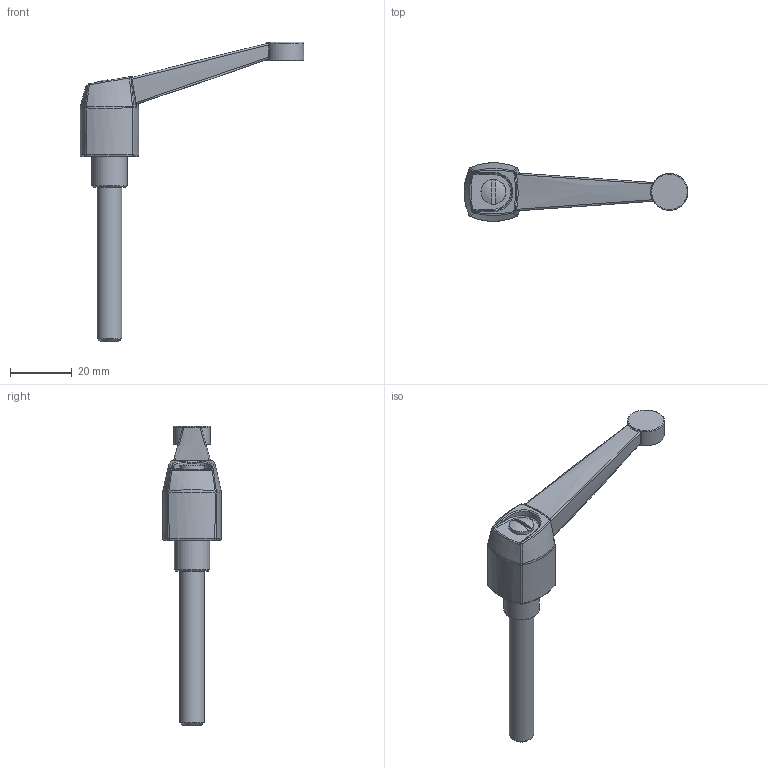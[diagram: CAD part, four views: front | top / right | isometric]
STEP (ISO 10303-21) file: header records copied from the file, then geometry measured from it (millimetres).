
FILE_DESCRIPTION( ( 'Unknown' ), '1' );
FILE_NAME( '7741095_NM63_P_M08x50.stp', 'Unknown', ( 'Unknown' ), ( 'Unknown' ), 'PSStep 14.0', 'Unknown', ' ' );
FILE_SCHEMA( ( 'AUTOMOTIVE_DESIGN { 1 0 10303 214 1 1 1 1 }' ) );
Length unit declared in the file: millimetre
Products named in the file (1): 1
Bounding box: 72.5 x 19 x 97 mm (x, y, z)
Volume: 13240.7 mm3; surface area: 5883.3 mm2
Topology: 1 solids, 1 shells, 145 faces, 320 edges, 180 vertices
Faces by surface type: bspline 96, plane 15, cylinder 14, torus 9, sphere 8, cone 2, offset 1
Full cylindrical faces by diameter (mm): 8 x2, 8.1 x1, 11.5 x1
Entity records: 16179 total; most frequent: CARTESIAN_POINT 12621, ORIENTED_EDGE 618, EDGE_CURVE 309, DIRECTION 298, B_SPLINE_CURVE_WITH_KNOTS 195, VERTEX_POINT 177, EDGE_LOOP 156, FACE_OUTER_BOUND 149
